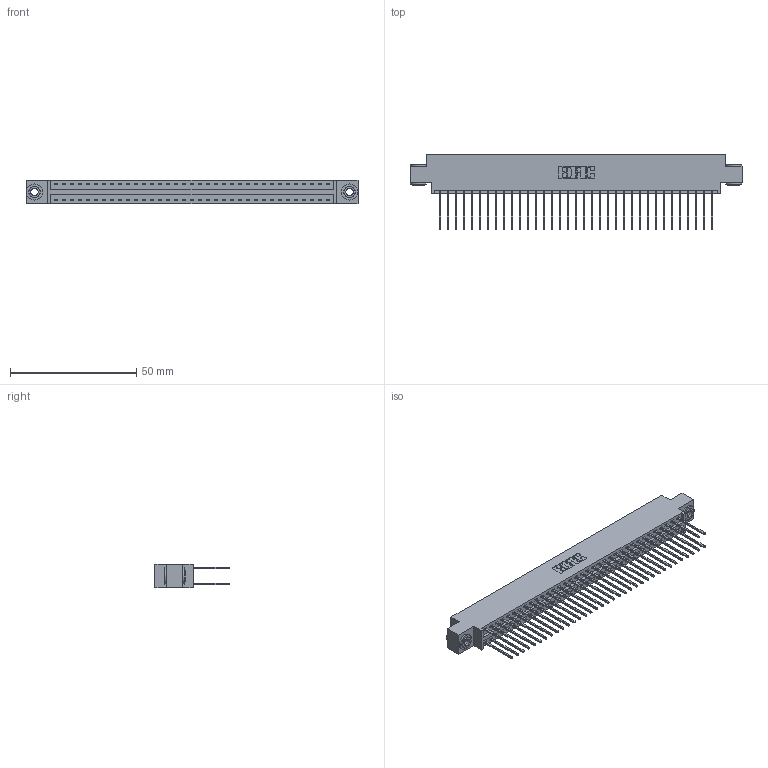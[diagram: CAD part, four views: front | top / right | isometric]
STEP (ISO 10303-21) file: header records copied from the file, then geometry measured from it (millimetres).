
FILE_DESCRIPTION (( 'STEP AP203' ), '1' );
FILE_NAME ('346-070-540-803.STEP', '2022-05-24T21:34:32', ( '' ), ( '' ), 'SwSTEP 2.0', 'SolidWorks 2020', '' );
FILE_SCHEMA (( 'CONFIG_CONTROL_DESIGN' ));
Length unit declared in the file: inch
Products named in the file (4): 346-070-540-803; 346 Part_0.170 Offset - 0.156 Dia-TH; 345-250-002_345-250-002-102; 345-292-001_345-293-140
Assembly tree (73 placements, depth 2):
  346-070-540-803
    346 Part_0.170 Offset - 0.156 Dia-TH
    345-292-001_345-293-140  x70
    345-250-002_345-250-002-102  x2
Bounding box: 131.7 x 29.46 x 9.4 mm (x, y, z)
Volume: 12900 mm3; surface area: 19305.4 mm2
Topology: 73 solids, 73 shells, 3818 faces, 11303 edges, 7438 vertices
Faces by surface type: plane 2554, cylinder 1256, cone 8
Entity records: 25000 total; most frequent: CARTESIAN_POINT 4113, ORIENTED_EDGE 4038, DIRECTION 3705, EDGE_CURVE 2019, LINE 1723, VECTOR 1723, VERTEX_POINT 1342, AXIS2_PLACEMENT_3D 991
